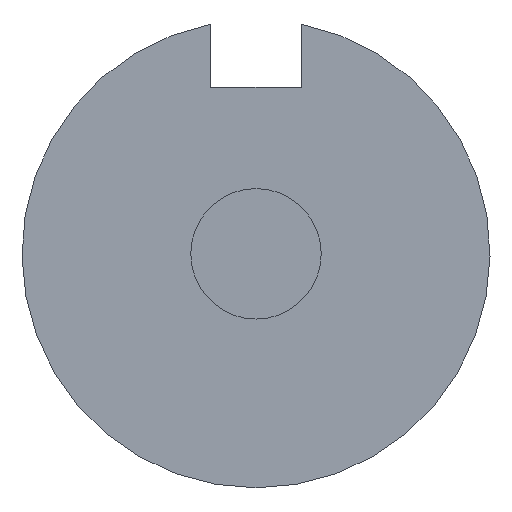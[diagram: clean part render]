
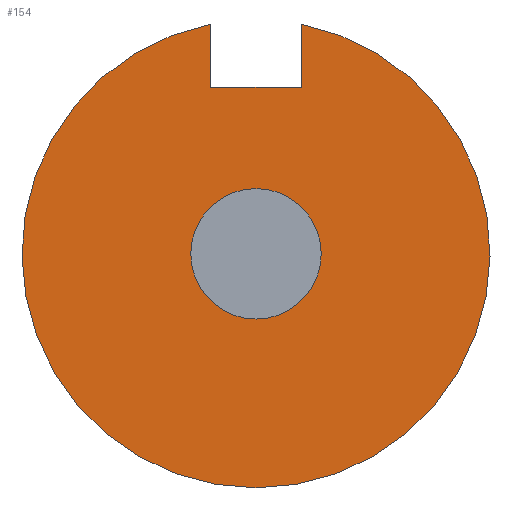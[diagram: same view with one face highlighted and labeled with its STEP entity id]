
A CAD part, front view. The second image highlights one B-rep face of the part: STEP entity #154.
In plain terms, the highlighted planar face has unit normal (0, -1, 0).
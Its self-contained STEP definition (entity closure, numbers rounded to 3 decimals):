
#16=FACE_BOUND('',#45,.T.);
#23=PLANE('',#190);
#33=FACE_OUTER_BOUND('',#44,.T.);
#44=EDGE_LOOP('',(#137,#138,#139,#140));
#45=EDGE_LOOP('',(#141));
#48=LINE('',#255,#60);
#52=LINE('',#263,#64);
#56=LINE('',#274,#68);
#60=VECTOR('',#213,10.);
#64=VECTOR('',#219,10.);
#68=VECTOR('',#231,10.);
#70=CIRCLE('',#176,1.45);
#74=CIRCLE('',#186,5.2);
#76=VERTEX_POINT('',#239);
#80=VERTEX_POINT('',#253);
#81=VERTEX_POINT('',#254);
#84=VERTEX_POINT('',#262);
#86=VERTEX_POINT('',#268);
#88=EDGE_CURVE('',#76,#76,#70,.T.);
#94=EDGE_CURVE('',#80,#81,#48,.T.);
#98=EDGE_CURVE('',#84,#80,#52,.T.);
#101=EDGE_CURVE('',#86,#84,#74,.T.);
#104=EDGE_CURVE('',#81,#86,#56,.T.);
#137=ORIENTED_EDGE('',*,*,#104,.F.);
#138=ORIENTED_EDGE('',*,*,#94,.F.);
#139=ORIENTED_EDGE('',*,*,#98,.F.);
#140=ORIENTED_EDGE('',*,*,#101,.F.);
#141=ORIENTED_EDGE('',*,*,#88,.T.);
#154=ADVANCED_FACE('',(#33,#16),#23,.F.);
#176=AXIS2_PLACEMENT_3D('',#240,#195,#196);
#186=AXIS2_PLACEMENT_3D('',#269,#224,#225);
#190=AXIS2_PLACEMENT_3D('',#277,#235,#236);
#195=DIRECTION('center_axis',(0.,1.,0.));
#196=DIRECTION('ref_axis',(-1.,0.,0.));
#213=DIRECTION('',(1.,0.,0.));
#219=DIRECTION('',(0.,0.,-1.));
#224=DIRECTION('center_axis',(0.,1.,0.));
#225=DIRECTION('ref_axis',(-1.,0.,0.));
#231=DIRECTION('',(0.,0.,1.));
#235=DIRECTION('center_axis',(0.,1.,0.));
#236=DIRECTION('ref_axis',(0.,0.,1.));
#239=CARTESIAN_POINT('',(1.45,0.,0.));
#240=CARTESIAN_POINT('Origin',(0.,0.,0.));
#253=CARTESIAN_POINT('',(-1.,0.,3.7));
#254=CARTESIAN_POINT('',(1.,0.,3.7));
#255=CARTESIAN_POINT('',(-1.,0.,3.7));
#262=CARTESIAN_POINT('',(-1.,0.,5.103));
#263=CARTESIAN_POINT('',(-1.,0.,6.7));
#268=CARTESIAN_POINT('',(1.,0.,5.103));
#269=CARTESIAN_POINT('Origin',(0.,0.,0.));
#274=CARTESIAN_POINT('',(1.,0.,3.7));
#277=CARTESIAN_POINT('Origin',(0.,0.,0.43));
